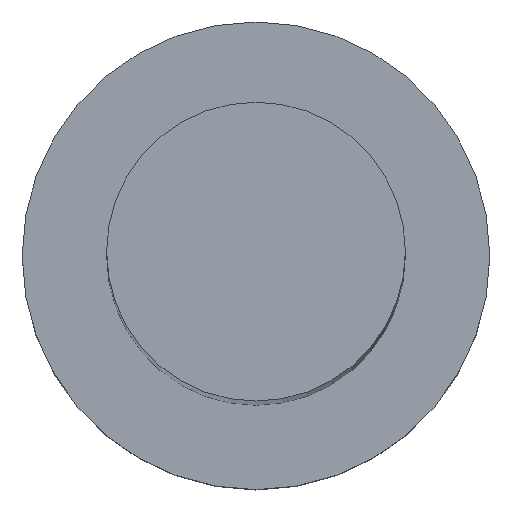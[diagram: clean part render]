
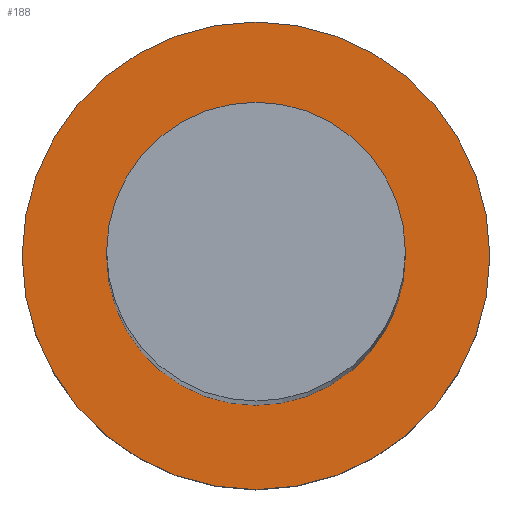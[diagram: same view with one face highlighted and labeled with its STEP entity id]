
A CAD part, top view. The second image highlights one B-rep face of the part: STEP entity #188.
In plain terms, the highlighted planar face has unit normal (0, 0, 1).
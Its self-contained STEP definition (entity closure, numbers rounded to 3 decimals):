
#8 = CARTESIAN_POINT ( 'NONE',  ( 9., 0., 7. ) ) ;
#9 = ORIENTED_EDGE ( 'NONE', *, *, #68, .F. ) ;
#10 = CARTESIAN_POINT ( 'NONE',  ( -9., 0., 7. ) ) ;
#12 = CARTESIAN_POINT ( 'NONE',  ( 0., 0., 7. ) ) ;
#17 = CARTESIAN_POINT ( 'NONE',  ( 0., 0., 7. ) ) ;
#28 = CARTESIAN_POINT ( 'NONE',  ( 0., 0., 7. ) ) ;
#32 = DIRECTION ( 'NONE',  ( 1., 0., 0. ) ) ;
#33 = FACE_BOUND ( 'NONE', #159, .T. ) ;
#36 = CARTESIAN_POINT ( 'NONE',  ( -5.75, 0., 7. ) ) ;
#45 = AXIS2_PLACEMENT_3D ( 'NONE', #108, #236, #145 ) ;
#52 = CARTESIAN_POINT ( 'NONE',  ( 5.75, 0., 7. ) ) ;
#68 = EDGE_CURVE ( 'NONE', #183, #190, #88, .T. ) ;
#74 = CARTESIAN_POINT ( 'NONE',  ( 0., 0., 7. ) ) ;
#75 = DIRECTION ( 'NONE',  ( 1., 0., 0. ) ) ;
#78 = DIRECTION ( 'NONE',  ( 0., 0., 1. ) ) ;
#88 = CIRCLE ( 'NONE', #233, 5.75 ) ;
#99 = ORIENTED_EDGE ( 'NONE', *, *, #120, .F. ) ;
#105 = ORIENTED_EDGE ( 'NONE', *, *, #117, .T. ) ;
#108 = CARTESIAN_POINT ( 'NONE',  ( 0., 0., 7. ) ) ;
#112 = VERTEX_POINT ( 'NONE', #8 ) ;
#117 = EDGE_CURVE ( 'NONE', #251, #112, #157, .T. ) ;
#118 = DIRECTION ( 'NONE',  ( 0., 0., 1. ) ) ;
#120 = EDGE_CURVE ( 'NONE', #190, #183, #189, .T. ) ;
#121 = PLANE ( 'NONE',  #166 ) ;
#134 = DIRECTION ( 'NONE',  ( 1., 0., 0. ) ) ;
#135 = DIRECTION ( 'NONE',  ( 0., 0., 1. ) ) ;
#143 = EDGE_CURVE ( 'NONE', #112, #251, #175, .T. ) ;
#145 = DIRECTION ( 'NONE',  ( 1., 0., 0. ) ) ;
#157 = CIRCLE ( 'NONE', #45, 9. ) ;
#159 = EDGE_LOOP ( 'NONE', ( #99, #9 ) ) ;
#166 = AXIS2_PLACEMENT_3D ( 'NONE', #12, #118, #134 ) ;
#175 = CIRCLE ( 'NONE', #213, 9. ) ;
#183 = VERTEX_POINT ( 'NONE', #52 ) ;
#188 = ADVANCED_FACE ( 'NONE', ( #33, #224 ), #121, .T. ) ;
#189 = CIRCLE ( 'NONE', #253, 5.75 ) ;
#190 = VERTEX_POINT ( 'NONE', #36 ) ;
#194 = ORIENTED_EDGE ( 'NONE', *, *, #143, .T. ) ;
#196 = EDGE_LOOP ( 'NONE', ( #105, #194 ) ) ;
#213 = AXIS2_PLACEMENT_3D ( 'NONE', #74, #240, #75 ) ;
#224 = FACE_OUTER_BOUND ( 'NONE', #196, .T. ) ;
#227 = DIRECTION ( 'NONE',  ( 1., 0., 0. ) ) ;
#233 = AXIS2_PLACEMENT_3D ( 'NONE', #17, #78, #32 ) ;
#236 = DIRECTION ( 'NONE',  ( 0., 0., 1. ) ) ;
#240 = DIRECTION ( 'NONE',  ( 0., 0., 1. ) ) ;
#251 = VERTEX_POINT ( 'NONE', #10 ) ;
#253 = AXIS2_PLACEMENT_3D ( 'NONE', #28, #135, #227 ) ;
